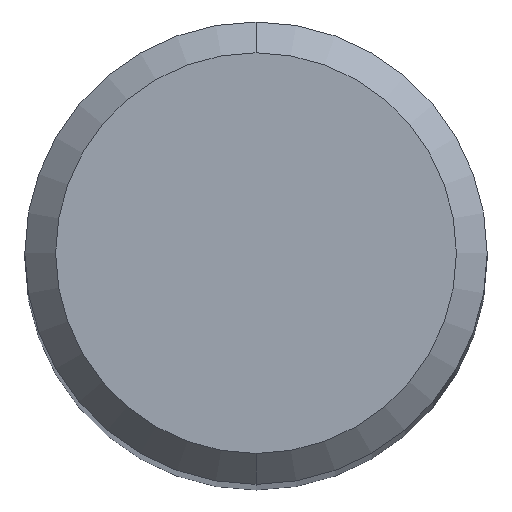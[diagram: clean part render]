
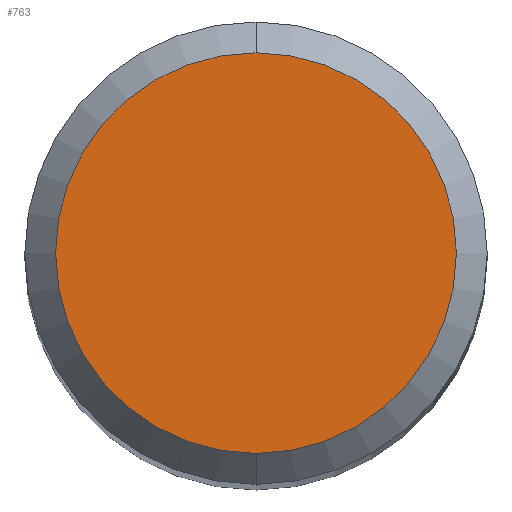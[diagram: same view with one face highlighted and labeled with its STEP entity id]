
A CAD part, top view. The second image highlights one B-rep face of the part: STEP entity #763.
In plain terms, the highlighted planar face has unit normal (0, 0, 1).
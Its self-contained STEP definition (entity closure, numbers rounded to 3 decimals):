
#601=EDGE_CURVE('',#727,#615,#1328,.T.);
#615=VERTEX_POINT('',#1343);
#727=VERTEX_POINT('',#1463);
#763=ADVANCED_FACE('',(#1501),#1502,.T.);
#985=EDGE_CURVE('',#615,#727,#1742,.T.);
#1328=CIRCLE('',#3568,2.6);
#1343=CARTESIAN_POINT('',(0.,-2.6,0.0));
#1463=CARTESIAN_POINT('',(0.0,2.6,0.0));
#1501=FACE_OUTER_BOUND('',#4856,.T.);
#1502=PLANE('',#4857);
#1742=CIRCLE('',#7080,2.6);
#3568=AXIS2_PLACEMENT_3D('',#8404,#8405,#8406);
#4856=EDGE_LOOP('',(#8554,#8555));
#4857=AXIS2_PLACEMENT_3D('',#8556,#8557,#8558);
#7080=AXIS2_PLACEMENT_3D('',#8763,#8764,#8765);
#8404=CARTESIAN_POINT('',(0.0,0.0,0.0));
#8405=DIRECTION('',(0.0,0.0,-1.0));
#8406=DIRECTION('',(0.0,1.0,0.0));
#8554=ORIENTED_EDGE('',*,*,#601,.F.);
#8555=ORIENTED_EDGE('',*,*,#985,.F.);
#8556=CARTESIAN_POINT('',(0.0,1.3,0.0));
#8557=DIRECTION('',(-0.0,0.0,1.0));
#8558=DIRECTION('',(0.0,-1.0,0.0));
#8763=CARTESIAN_POINT('',(0.0,0.0,0.0));
#8764=DIRECTION('',(0.0,0.0,-1.0));
#8765=DIRECTION('',(0.0,1.0,0.0));
